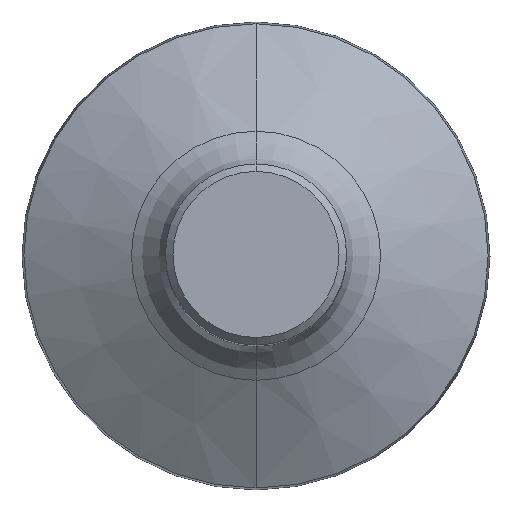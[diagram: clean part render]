
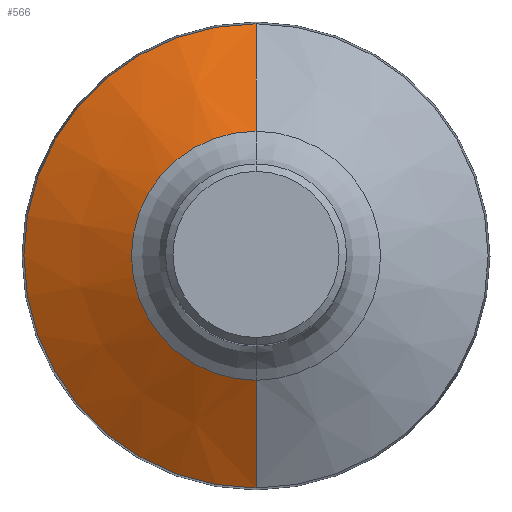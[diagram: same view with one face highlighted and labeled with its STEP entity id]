
A CAD part, top view. The second image highlights one B-rep face of the part: STEP entity #566.
In plain terms, the highlighted conical face has half-angle 60 degrees and reference radius 11.812 mm.
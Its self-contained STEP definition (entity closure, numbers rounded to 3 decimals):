
#234=CARTESIAN_POINT('',(0.,0.,-5.436));
#235=DIRECTION('',(0.,0.,1.));
#236=DIRECTION('',(0.,1.,0.));
#237=AXIS2_PLACEMENT_3D('',#234,#235,#236);
#242=CARTESIAN_POINT('',(0.,0.,-9.549));
#243=DIRECTION('',(0.,0.,-1.));
#244=DIRECTION('',(0.,-1.,0.));
#245=AXIS2_PLACEMENT_3D('',#242,#243,#244);
#250=DIRECTION('',(0.,-0.866,0.5));
#251=VECTOR('',#250,8.227);
#252=CARTESIAN_POINT('',(0.,15.375,-9.549));
#253=LINE('',#252,#251);
#257=DIRECTION('',(0.,0.866,0.5));
#258=VECTOR('',#257,8.227);
#259=CARTESIAN_POINT('',(0.,-15.375,-9.549));
#260=LINE('',#259,#258);
#332=CARTESIAN_POINT('',(0.,8.25,-5.436));
#334=VERTEX_POINT('',#332);
#346=CARTESIAN_POINT('',(0.,-8.25,-5.436));
#348=VERTEX_POINT('',#346);
#368=CARTESIAN_POINT('',(0.,15.375,-9.549));
#369=CARTESIAN_POINT('',(0.,-15.375,-9.549));
#370=VERTEX_POINT('',#368);
#371=VERTEX_POINT('',#369);
#552=CARTESIAN_POINT('',(0.,0.,-7.493));
#553=DIRECTION('',(0.,0.,-1.));
#554=DIRECTION('',(0.,-1.,0.));
#555=AXIS2_PLACEMENT_3D('',#552,#553,#554);
#556=CONICAL_SURFACE('',#555,11.812,60.);
#558=ORIENTED_EDGE('',*,*,#557,.T.);
#560=ORIENTED_EDGE('',*,*,#559,.T.);
#561=ORIENTED_EDGE('',*,*,#547,.T.);
#563=ORIENTED_EDGE('',*,*,#562,.F.);
#564=EDGE_LOOP('',(#558,#560,#561,#563));
#565=FACE_OUTER_BOUND('',#564,.F.);
#238=CIRCLE('',#237,8.25);
#246=CIRCLE('',#245,15.375);
#547=EDGE_CURVE('',#334,#348,#238,.T.);
#557=EDGE_CURVE('',#371,#370,#246,.T.);
#559=EDGE_CURVE('',#370,#334,#253,.T.);
#562=EDGE_CURVE('',#371,#348,#260,.T.);
#566=ADVANCED_FACE('',(#565),#556,.T.);
